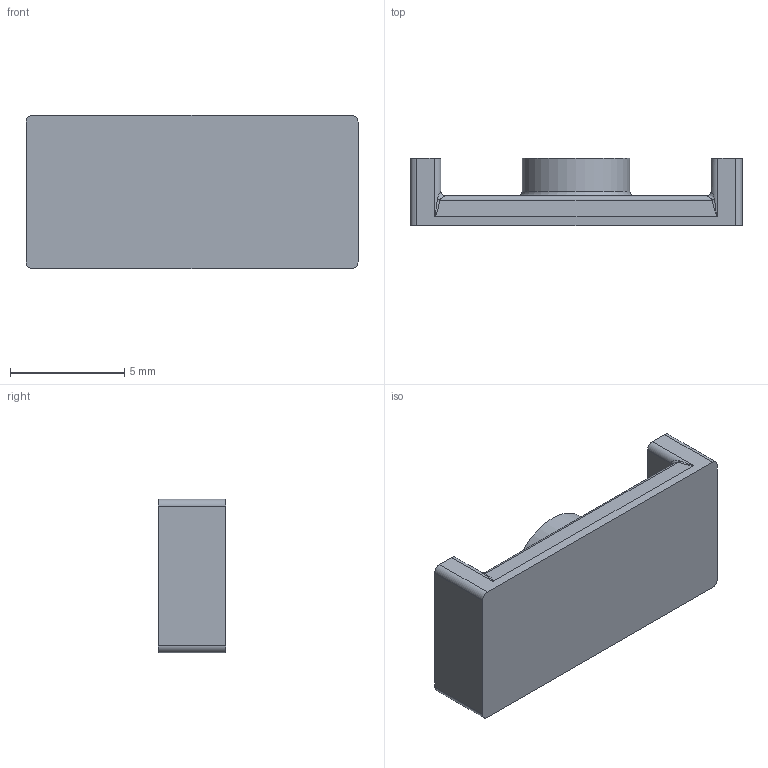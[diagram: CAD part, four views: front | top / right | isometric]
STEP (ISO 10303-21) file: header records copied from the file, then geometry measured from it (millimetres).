
FILE_DESCRIPTION((''),'2;1');
FILE_NAME('C61036-A0377-C001-03-7606','2018-05-25T',('ec7121'),(''),'PRO/ENGINEER BY PARAMETRIC TECHNOLOGY CORPORATION, 2014000','PRO/ENGINEER BY PARAMETRIC TECHNOLOGY CORPORATION, 2014000','');
FILE_SCHEMA(('CONFIG_CONTROL_DESIGN'));
Length unit declared in the file: millimetre
Products named in the file (1): C61036-A0377-C001-03-7606
Bounding box: 14.5 x 2.95 x 6.7 mm (x, y, z)
Volume: 183.6 mm3; surface area: 318.6 mm2
Topology: 1 solids, 1 shells, 41 faces, 100 edges, 62 vertices
Faces by surface type: cylinder 14, plane 13, bspline 8, torus 6
Entity records: 2794 total; most frequent: CARTESIAN_POINT 1829, ORIENTED_EDGE 200, DIRECTION 186, EDGE_CURVE 100, AXIS2_PLACEMENT_3D 73, VERTEX_POINT 62, EDGE_LOOP 42, FACE_OUTER_BOUND 41
